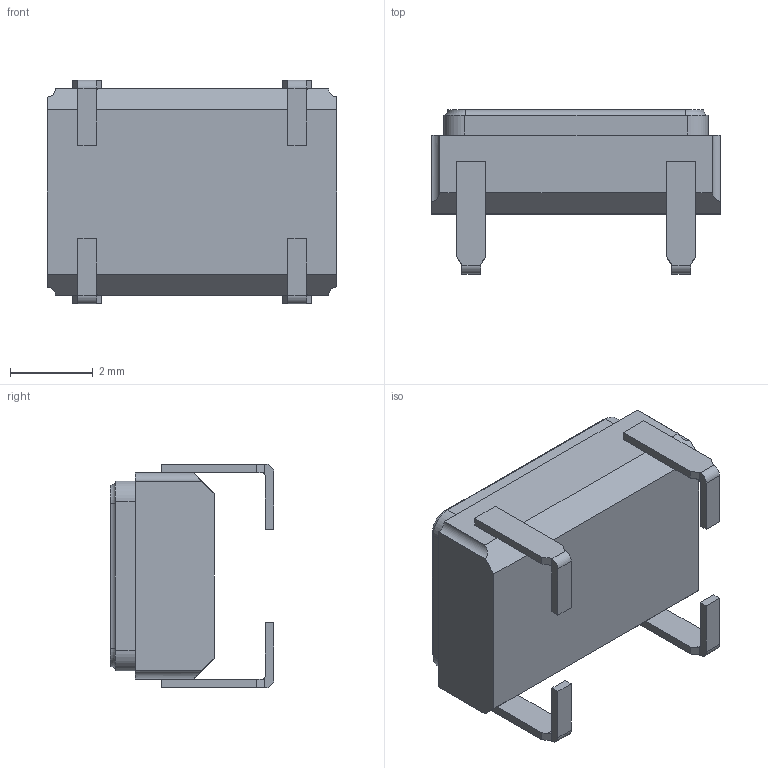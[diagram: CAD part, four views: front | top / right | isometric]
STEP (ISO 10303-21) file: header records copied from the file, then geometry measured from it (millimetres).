
FILE_DESCRIPTION (( 'STEP AP214' ), '1' );
FILE_NAME ('QT182.STEP', '2023-08-11T21:51:27', ( '' ), ( '' ), 'SwSTEP 2.0', 'SolidWorks 2022', '' );
FILE_SCHEMA (( 'AUTOMOTIVE_DESIGN' ));
Length unit declared in the file: inch
Products named in the file (1): QT182
Bounding box: 7.01 x 3.96 x 5.41 mm (x, y, z)
Volume: 67.1 mm3; surface area: 243.9 mm2
Topology: 4 solids, 4 shells, 305 faces, 851 edges, 592 vertices
Faces by surface type: plane 201, bspline 52, cylinder 44, torus 8
Entity records: 16917 total; most frequent: CARTESIAN_POINT 5245, ORIENTED_EDGE 1702, DIRECTION 1345, EDGE_CURVE 851, LINE 633, VECTOR 633, VERTEX_POINT 592, AXIS2_PLACEMENT_3D 356
